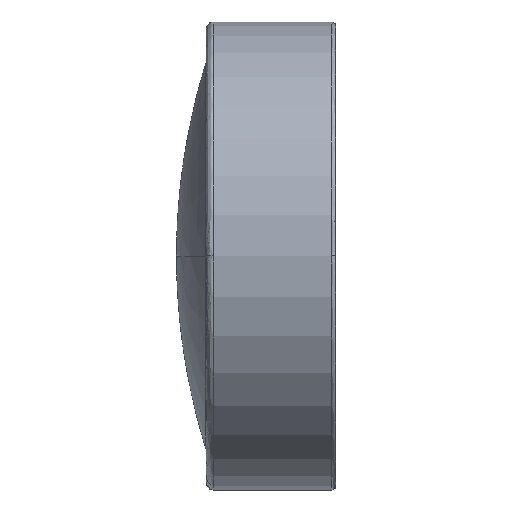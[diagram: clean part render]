
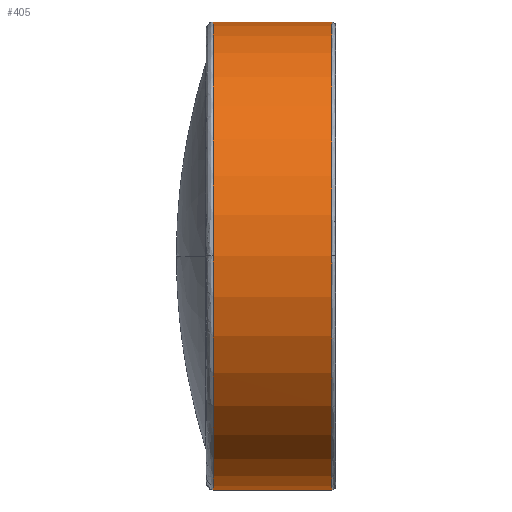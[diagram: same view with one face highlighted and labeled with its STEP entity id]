
A CAD part, front view. The second image highlights one B-rep face of the part: STEP entity #405.
In plain terms, the highlighted cylindrical face has radius 3.25 mm (diameter 6.5 mm), a partial arc.
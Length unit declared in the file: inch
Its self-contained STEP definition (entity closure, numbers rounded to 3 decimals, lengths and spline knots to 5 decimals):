
#311 = FACE_OUTER_BOUND ( 'NONE', #598, .T. ) ;
#319 = CIRCLE ( 'NONE', #830, 0.12795 ) ;
#333 = CYLINDRICAL_SURFACE ( 'NONE', #816, 0.12795 ) ;
#357 = AXIS2_PLACEMENT_3D ( 'NONE', #884, #896, #895 ) ;
#405 = ADVANCED_FACE ( 'NONE', ( #311 ), #333, .T. ) ;
#447 = CARTESIAN_POINT ( 'NONE',  ( 0.0913, 0., 0.12795 ) ) ;
#449 = DIRECTION ( 'NONE',  ( -1., 0., 0. ) ) ;
#453 = DIRECTION ( 'NONE',  ( 0., 0., 1. ) ) ;
#455 = CARTESIAN_POINT ( 'NONE',  ( 0.08498, 0., 0. ) ) ;
#457 = DIRECTION ( 'NONE',  ( -1., 0., 0. ) ) ;
#471 = CARTESIAN_POINT ( 'NONE',  ( 0.02016, 0., 0. ) ) ;
#514 = CIRCLE ( 'NONE', #357, 0.12795 ) ;
#515 = CIRCLE ( 'NONE', #800, 0.12795 ) ;
#518 = VECTOR ( 'NONE', #449, 39.37008 ) ;
#521 = VECTOR ( 'NONE', #761, 39.37008 ) ;
#526 = LINE ( 'NONE', #447, #518 ) ;
#529 = LINE ( 'NONE', #762, #521 ) ;
#536 = CIRCLE ( 'NONE', #842, 0.12795 ) ;
#545 = EDGE_CURVE ( 'NONE', #643, #627, #319, .T. ) ;
#563 = ORIENTED_EDGE ( 'NONE', *, *, #796, .F. ) ;
#574 = ORIENTED_EDGE ( 'NONE', *, *, #840, .T. ) ;
#585 = ORIENTED_EDGE ( 'NONE', *, *, #815, .T. ) ;
#598 = EDGE_LOOP ( 'NONE', ( #563, #585, #574, #602, #624, #644 ) ) ;
#602 = ORIENTED_EDGE ( 'NONE', *, *, #821, .T. ) ;
#611 = VERTEX_POINT ( 'NONE', #753 ) ;
#616 = VERTEX_POINT ( 'NONE', #782 ) ;
#624 = ORIENTED_EDGE ( 'NONE', *, *, #826, .T. ) ;
#627 = VERTEX_POINT ( 'NONE', #783 ) ;
#635 = VERTEX_POINT ( 'NONE', #775 ) ;
#638 = VERTEX_POINT ( 'NONE', #774 ) ;
#643 = VERTEX_POINT ( 'NONE', #757 ) ;
#644 = ORIENTED_EDGE ( 'NONE', *, *, #545, .T. ) ;
#668 = DIRECTION ( 'NONE',  ( 0., 0., 1. ) ) ;
#670 = DIRECTION ( 'NONE',  ( 1., 0., 0. ) ) ;
#718 = DIRECTION ( 'NONE',  ( 0., 0., 1. ) ) ;
#753 = CARTESIAN_POINT ( 'NONE',  ( 0.02016, 0., 0.12795 ) ) ;
#757 = CARTESIAN_POINT ( 'NONE',  ( 0.02016, -0.12795, 0.00005 ) ) ;
#761 = DIRECTION ( 'NONE',  ( -1., 0., 0. ) ) ;
#762 = CARTESIAN_POINT ( 'NONE',  ( 0.0913, 0., -0.12795 ) ) ;
#766 = DIRECTION ( 'NONE',  ( 1., 0., 0. ) ) ;
#774 = CARTESIAN_POINT ( 'NONE',  ( 0.08498, 0., -0.12795 ) ) ;
#775 = CARTESIAN_POINT ( 'NONE',  ( 0.08498, -0.12795, 0.00007 ) ) ;
#782 = CARTESIAN_POINT ( 'NONE',  ( 0.08498, 0., 0.12795 ) ) ;
#783 = CARTESIAN_POINT ( 'NONE',  ( 0.02016, 0., -0.12795 ) ) ;
#790 = CARTESIAN_POINT ( 'NONE',  ( 0.02016, 0., 0. ) ) ;
#796 = EDGE_CURVE ( 'NONE', #638, #627, #529, .T. ) ;
#800 = AXIS2_PLACEMENT_3D ( 'NONE', #471, #670, #668 ) ;
#815 = EDGE_CURVE ( 'NONE', #638, #635, #536, .T. ) ;
#816 = AXIS2_PLACEMENT_3D ( 'NONE', #1097, #1044, #1001 ) ;
#821 = EDGE_CURVE ( 'NONE', #616, #611, #526, .T. ) ;
#826 = EDGE_CURVE ( 'NONE', #611, #643, #515, .T. ) ;
#830 = AXIS2_PLACEMENT_3D ( 'NONE', #790, #766, #718 ) ;
#840 = EDGE_CURVE ( 'NONE', #635, #616, #514, .T. ) ;
#842 = AXIS2_PLACEMENT_3D ( 'NONE', #455, #457, #453 ) ;
#884 = CARTESIAN_POINT ( 'NONE',  ( 0.08498, 0., 0. ) ) ;
#895 = DIRECTION ( 'NONE',  ( 0., 0., 1. ) ) ;
#896 = DIRECTION ( 'NONE',  ( -1., 0., 0. ) ) ;
#1001 = DIRECTION ( 'NONE',  ( 0., 0., 1. ) ) ;
#1044 = DIRECTION ( 'NONE',  ( -1., 0., 0. ) ) ;
#1097 = CARTESIAN_POINT ( 'NONE',  ( 0.0913, 0., 0. ) ) ;
